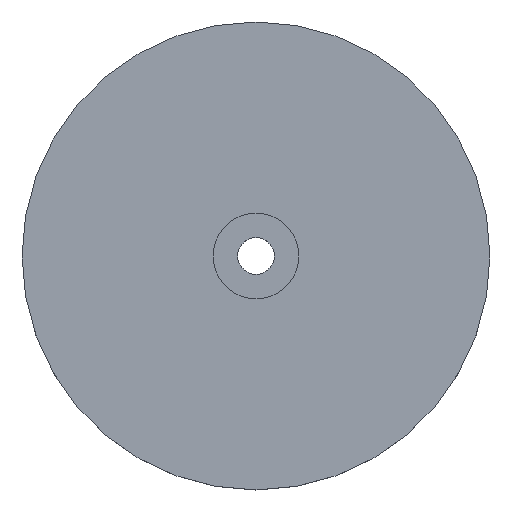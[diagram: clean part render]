
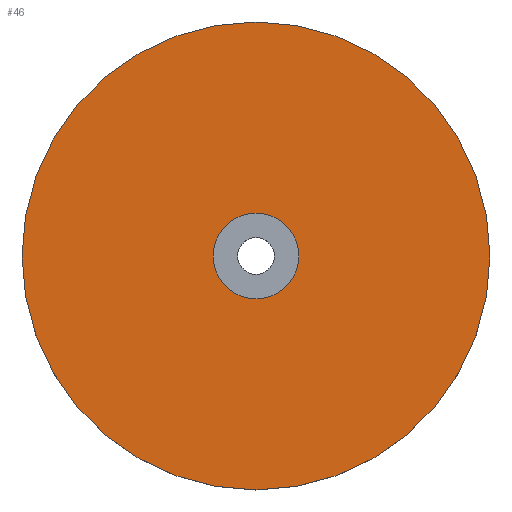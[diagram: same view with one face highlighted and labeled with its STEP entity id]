
A CAD part, top view. The second image highlights one B-rep face of the part: STEP entity #46.
In plain terms, the highlighted planar face has unit normal (0, 0, 1).
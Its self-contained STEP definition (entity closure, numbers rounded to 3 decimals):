
#11 = AXIS2_PLACEMENT_3D ( 'NONE', #107, #206, #205 ) ;
#15 = CARTESIAN_POINT ( 'NONE',  ( 17.5, 0., 9.4 ) ) ;
#17 = EDGE_CURVE ( 'NONE', #48, #48, #297, .T. ) ;
#46 = ADVANCED_FACE ( 'NONE', ( #121, #54 ), #118, .F. ) ;
#48 = VERTEX_POINT ( 'NONE', #15 ) ;
#54 = FACE_OUTER_BOUND ( 'NONE', #303, .T. ) ;
#89 = ORIENTED_EDGE ( 'NONE', *, *, #111, .T. ) ;
#97 = AXIS2_PLACEMENT_3D ( 'NONE', #223, #221, #116 ) ;
#107 = CARTESIAN_POINT ( 'NONE',  ( 0., 0., 9.4 ) ) ;
#111 = EDGE_CURVE ( 'NONE', #112, #112, #151, .T. ) ;
#112 = VERTEX_POINT ( 'NONE', #134 ) ;
#116 = DIRECTION ( 'NONE',  ( -1., 0., 0. ) ) ;
#118 = PLANE ( 'NONE',  #97 ) ;
#119 = DIRECTION ( 'NONE',  ( 1., 0., 0. ) ) ;
#121 = FACE_BOUND ( 'NONE', #324, .T. ) ;
#134 = CARTESIAN_POINT ( 'NONE',  ( 95.5, 0., 9.4 ) ) ;
#151 = CIRCLE ( 'NONE', #11, 95.5 ) ;
#153 = AXIS2_PLACEMENT_3D ( 'NONE', #274, #276, #119 ) ;
#205 = DIRECTION ( 'NONE',  ( 1., 0., 0. ) ) ;
#206 = DIRECTION ( 'NONE',  ( 0., 0., 1. ) ) ;
#213 = ORIENTED_EDGE ( 'NONE', *, *, #17, .F. ) ;
#221 = DIRECTION ( 'NONE',  ( 0., 0., -1. ) ) ;
#223 = CARTESIAN_POINT ( 'NONE',  ( 0., 44.323, 9.4 ) ) ;
#274 = CARTESIAN_POINT ( 'NONE',  ( 0., 0., 9.4 ) ) ;
#276 = DIRECTION ( 'NONE',  ( 0., 0., 1. ) ) ;
#297 = CIRCLE ( 'NONE', #153, 17.5 ) ;
#303 = EDGE_LOOP ( 'NONE', ( #89 ) ) ;
#324 = EDGE_LOOP ( 'NONE', ( #213 ) ) ;
